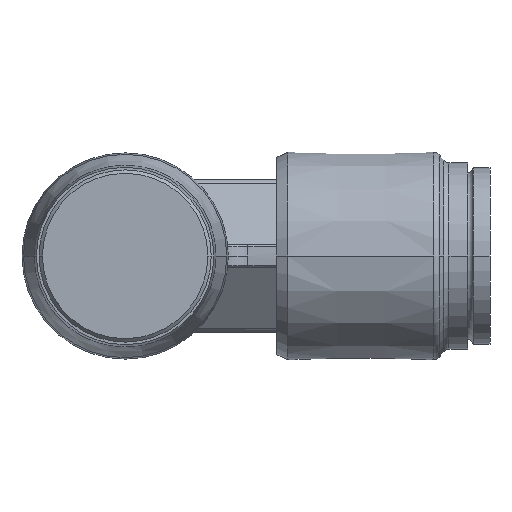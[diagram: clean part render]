
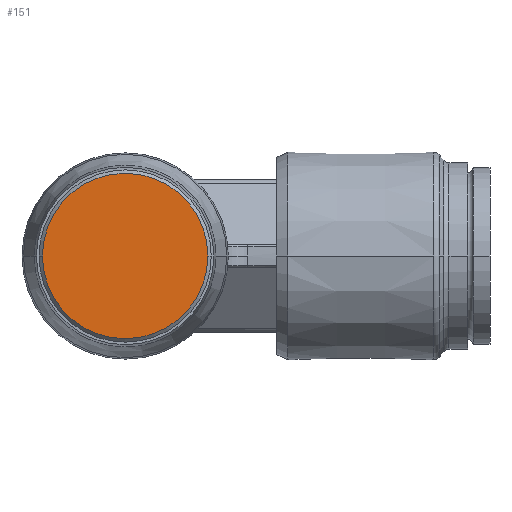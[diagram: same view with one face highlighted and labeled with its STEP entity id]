
A CAD part, left-side view. The second image highlights one B-rep face of the part: STEP entity #151.
In plain terms, the highlighted planar face has unit normal (-1, 0, 0).
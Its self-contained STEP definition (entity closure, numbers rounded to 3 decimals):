
#151=ADVANCED_FACE('',(#393),#394,.T.);
#393=FACE_OUTER_BOUND('',#663,.T.);
#394=PLANE('',#664);
#663=EDGE_LOOP('',(#1558,#1559));
#664=AXIS2_PLACEMENT_3D('',#1560,#1561,#1562);
#1558=ORIENTED_EDGE('',*,*,#1843,.T.);
#1559=ORIENTED_EDGE('',*,*,#2062,.T.);
#1560=CARTESIAN_POINT('',(-47.3,-2.425,0.0));
#1561=DIRECTION('',(-1.0,0.,0.0));
#1562=DIRECTION('',(0.,-1.0,0.0));
#1843=EDGE_CURVE('',#2227,#2231,#2233,.T.);
#2062=EDGE_CURVE('',#2231,#2227,#2583,.T.);
#2227=VERTEX_POINT('',#2848);
#2231=VERTEX_POINT('',#2853);
#2233=CIRCLE('',#2856,4.85);
#2583=CIRCLE('',#3554,4.85);
#2848=CARTESIAN_POINT('',(-47.3,-4.85,0.0));
#2853=CARTESIAN_POINT('',(-47.3,4.85,0.));
#2856=AXIS2_PLACEMENT_3D('',#3751,#3752,#3753);
#3554=AXIS2_PLACEMENT_3D('',#4129,#4130,#4131);
#3751=CARTESIAN_POINT('',(-47.3,0.,0.0));
#3752=DIRECTION('',(-1.0,0.,0.0));
#3753=DIRECTION('',(0.,-1.0,0.0));
#4129=CARTESIAN_POINT('',(-47.3,0.,0.0));
#4130=DIRECTION('',(-1.0,0.,0.0));
#4131=DIRECTION('',(0.,-1.0,0.0));
